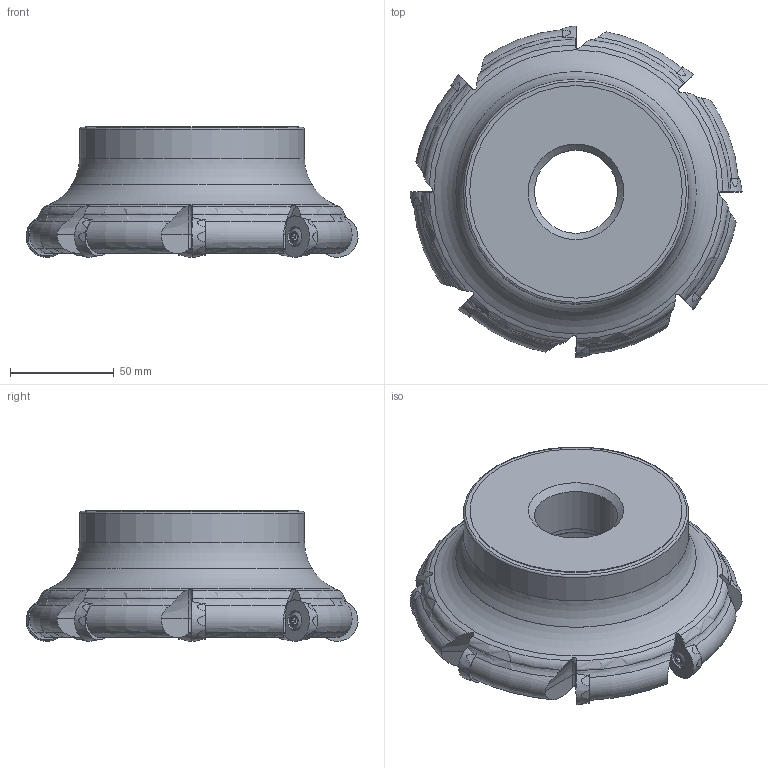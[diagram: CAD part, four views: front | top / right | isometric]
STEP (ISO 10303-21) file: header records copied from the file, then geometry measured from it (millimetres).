
FILE_DESCRIPTION(/* description */ (''),/* implementation_level */ '2;1');
FILE_NAME(/* name */ '1543374675389.stp',/* time_stamp */ '2018-11-28T08:41:27+05:00',/* author */ (''),/* organization */ ('SMS'),/* preprocessor_version */ 'ST-DEVELOPER v15',/* originating_system */ 'SIEMENS PLM Software NX 8.5',/* authorisation */ '');
FILE_SCHEMA (('AUTOMOTIVE_DESIGN { 1 0 10303 214 3 1 1 1 }'));
Length unit declared in the file: millimetre
Products named in the file (4): 201857738mod000_00; ASSEMBLY_CONSTRUCTION; 201915017mod000_00; 201915015mod000_00
Assembly tree (10 placements, depth 2):
  201915015mod000_00
    201915017mod000_00
    ASSEMBLY_CONSTRUCTION
    201857738mod000_00  x8
Bounding box: 159.95 x 159.95 x 63 mm (x, y, z)
Volume: 495405.8 mm3; surface area: 75215.3 mm2
Topology: 9 solids, 9 shells, 610 faces, 1587 edges, 1036 vertices
Faces by surface type: plane 277, cone 106, extrusion 96, torus 78, cylinder 45, sphere 8
Full cylindrical faces by diameter (mm): 5.35 x8, 6.5 x8, 8.45 x8, 40.013 x1, 40.3 x1, 91.45 x1, 102.45 x1, 108.45 x1
Entity records: 20636 total; most frequent: CARTESIAN_POINT 8357, ORIENTED_EDGE 2492, DIRECTION 2432, EDGE_CURVE 1246, AXIS2_PLACEMENT_3D 1000, VERTEX_POINT 830, EDGE_LOOP 600, ADVANCED_FACE 512
